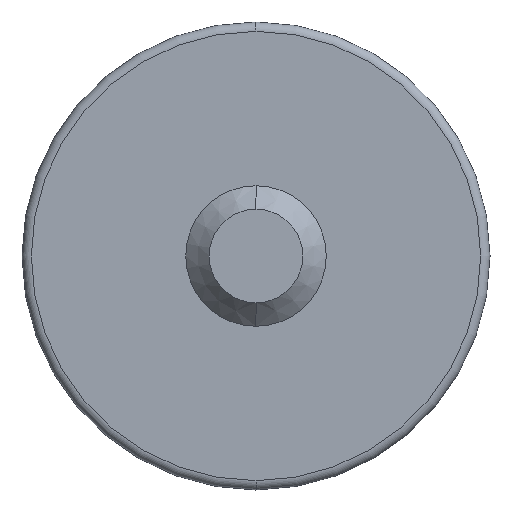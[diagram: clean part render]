
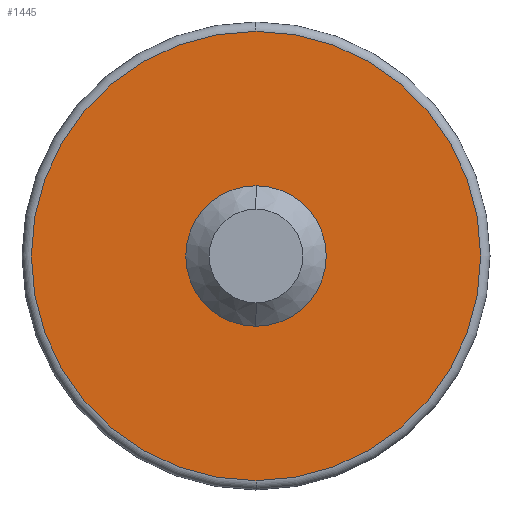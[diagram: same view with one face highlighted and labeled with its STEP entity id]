
A CAD part, left-side view. The second image highlights one B-rep face of the part: STEP entity #1445.
In plain terms, the highlighted planar face has unit normal (-1, 0, 0).
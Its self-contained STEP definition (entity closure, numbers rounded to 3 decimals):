
#76 = VERTEX_POINT ( 'NONE', #755 ) ;
#113 = AXIS2_PLACEMENT_3D ( 'NONE', #1332, #1108, #516 ) ;
#161 = CIRCLE ( 'NONE', #1142, 4.8 ) ;
#186 = AXIS2_PLACEMENT_3D ( 'NONE', #1455, #399, #260 ) ;
#198 = EDGE_CURVE ( 'NONE', #1094, #76, #161, .T. ) ;
#202 = ORIENTED_EDGE ( 'NONE', *, *, #562, .F. ) ;
#220 = VERTEX_POINT ( 'NONE', #297 ) ;
#233 = ORIENTED_EDGE ( 'NONE', *, *, #198, .T. ) ;
#260 = DIRECTION ( 'NONE',  ( 0., 0., -1. ) ) ;
#281 = CARTESIAN_POINT ( 'NONE',  ( 8., 0., 0. ) ) ;
#285 = EDGE_LOOP ( 'NONE', ( #202, #1324 ) ) ;
#297 = CARTESIAN_POINT ( 'NONE',  ( 8., 0., -1.5 ) ) ;
#316 = FACE_OUTER_BOUND ( 'NONE', #929, .T. ) ;
#381 = ORIENTED_EDGE ( 'NONE', *, *, #1003, .T. ) ;
#399 = DIRECTION ( 'NONE',  ( 1., 0., 0. ) ) ;
#469 = CARTESIAN_POINT ( 'NONE',  ( 8., 0., 0. ) ) ;
#516 = DIRECTION ( 'NONE',  ( 0., 0., -1. ) ) ;
#562 = EDGE_CURVE ( 'NONE', #1380, #220, #1219, .T. ) ;
#642 = CARTESIAN_POINT ( 'NONE',  ( 8., 0., -4.8 ) ) ;
#657 = CARTESIAN_POINT ( 'NONE',  ( 8., 0., 0. ) ) ;
#704 = CARTESIAN_POINT ( 'NONE',  ( 8., 0., 1.5 ) ) ;
#713 = DIRECTION ( 'NONE',  ( -1., 0., 0. ) ) ;
#736 = PLANE ( 'NONE',  #186 ) ;
#755 = CARTESIAN_POINT ( 'NONE',  ( 8., 0., 4.8 ) ) ;
#831 = CIRCLE ( 'NONE', #113, 4.8 ) ;
#860 = AXIS2_PLACEMENT_3D ( 'NONE', #281, #1477, #1488 ) ;
#910 = FACE_BOUND ( 'NONE', #285, .T. ) ;
#929 = EDGE_LOOP ( 'NONE', ( #233, #381 ) ) ;
#953 = AXIS2_PLACEMENT_3D ( 'NONE', #469, #713, #960 ) ;
#960 = DIRECTION ( 'NONE',  ( 0., 0., 1. ) ) ;
#967 = CIRCLE ( 'NONE', #953, 1.5 ) ;
#1003 = EDGE_CURVE ( 'NONE', #76, #1094, #831, .T. ) ;
#1094 = VERTEX_POINT ( 'NONE', #642 ) ;
#1108 = DIRECTION ( 'NONE',  ( -1., 0., 0. ) ) ;
#1142 = AXIS2_PLACEMENT_3D ( 'NONE', #657, #1497, #1504 ) ;
#1219 = CIRCLE ( 'NONE', #860, 1.5 ) ;
#1324 = ORIENTED_EDGE ( 'NONE', *, *, #1356, .F. ) ;
#1332 = CARTESIAN_POINT ( 'NONE',  ( 8., 0., 0. ) ) ;
#1356 = EDGE_CURVE ( 'NONE', #220, #1380, #967, .T. ) ;
#1380 = VERTEX_POINT ( 'NONE', #704 ) ;
#1445 = ADVANCED_FACE ( 'NONE', ( #316, #910 ), #736, .F. ) ;
#1455 = CARTESIAN_POINT ( 'NONE',  ( 8., 1.5, 0. ) ) ;
#1477 = DIRECTION ( 'NONE',  ( -1., 0., 0. ) ) ;
#1488 = DIRECTION ( 'NONE',  ( 0., 0., 1. ) ) ;
#1497 = DIRECTION ( 'NONE',  ( -1., 0., 0. ) ) ;
#1504 = DIRECTION ( 'NONE',  ( 0., 0., -1. ) ) ;
